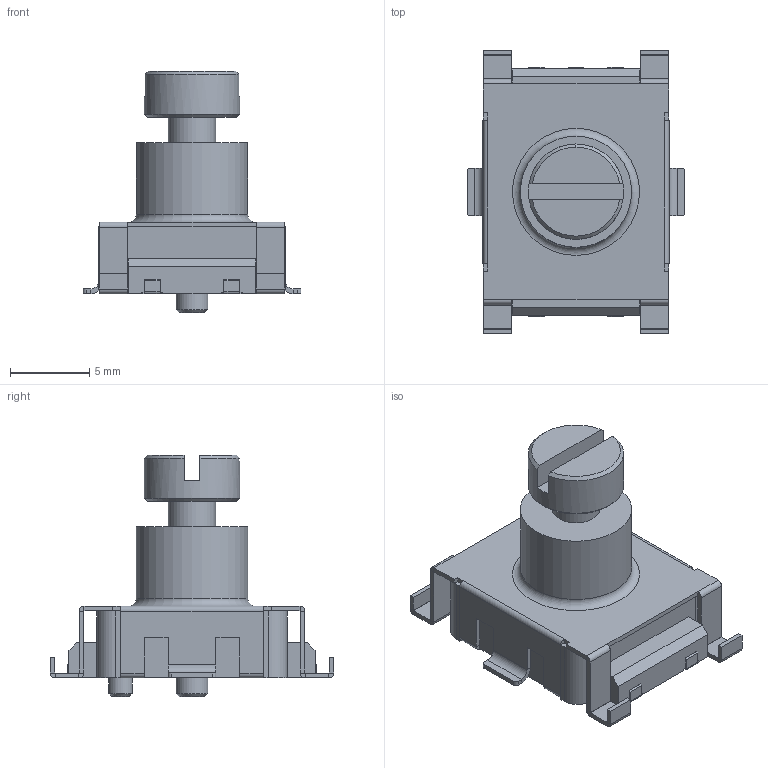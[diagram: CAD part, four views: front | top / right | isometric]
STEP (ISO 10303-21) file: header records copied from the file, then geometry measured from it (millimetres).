
FILE_DESCRIPTION(('FreeCAD Model'),'2;1');
FILE_NAME('Open CASCADE Shape Model','2022-03-13T11:22:27',('Author'),( ''),'Open CASCADE STEP processor 7.5','FreeCAD','Unknown');
FILE_SCHEMA(('AUTOMOTIVE_DESIGN { 1 0 10303 214 1 1 1 1 }'));
Length unit declared in the file: millimetre
Products named in the file (5): PEC11S; Body; Shaft; Shield; Pads
Assembly tree (4 placements, depth 2):
  PEC11S
    Body
    Shaft
    Shield
    Pads
Bounding box: 13.72 x 17.86 x 15.2 mm (x, y, z)
Volume: 984.6 mm3; surface area: 1519.6 mm2
Topology: 8 solids, 8 shells, 373 faces, 868 edges, 515 vertices
Faces by surface type: plane 302, cylinder 64, cone 6, torus 1
Full cylindrical faces by diameter (mm): 1.5 x1, 2 x1, 3 x2, 6 x1, 7 x1
Entity records: 21819 total; most frequent: CARTESIAN_POINT 3703, DIRECTION 3469, LINE 2320, VECTOR 2320, ORIENTED_EDGE 1736, PCURVE 1736, DEFINITIONAL_REPRESENTATION 1736, EDGE_CURVE 868
